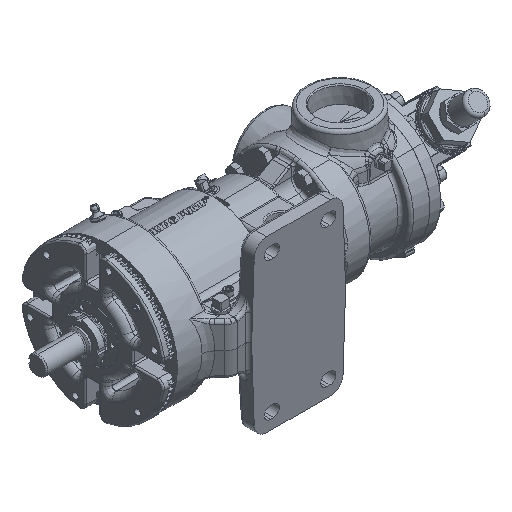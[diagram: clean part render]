
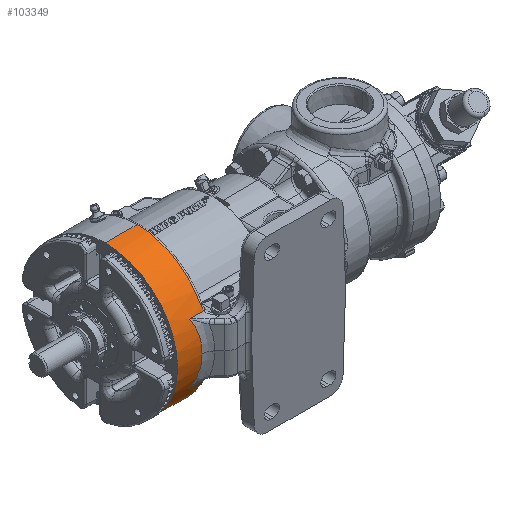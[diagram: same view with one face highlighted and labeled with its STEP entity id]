
A CAD part, isometric view. The second image highlights one B-rep face of the part: STEP entity #103349.
In plain terms, the highlighted cylindrical face has radius 73.025 mm (diameter 146.05 mm), a partial arc.
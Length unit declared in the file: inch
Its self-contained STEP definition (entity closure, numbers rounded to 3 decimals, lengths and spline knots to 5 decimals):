
#1866 = EDGE_CURVE ( 'NONE', #176953, #10908, #164982, .T. ) ;
#2792 = ORIENTED_EDGE ( 'NONE', *, *, #131639, .T. ) ;
#3231 = CARTESIAN_POINT ( 'NONE',  ( -6.50412, -2.875, 0.41226 ) ) ;
#3664 = CARTESIAN_POINT ( 'NONE',  ( -9.66419, -2.61696, 1.19043 ) ) ;
#3905 = VERTEX_POINT ( 'NONE', #147682 ) ;
#5356 = VECTOR ( 'NONE', #156394, 39.37008 ) ;
#5979 = ORIENTED_EDGE ( 'NONE', *, *, #69713, .F. ) ;
#6457 = CARTESIAN_POINT ( 'NONE',  ( -6.1987, -2.61696, 1.19043 ) ) ;
#7516 =( BOUNDED_CURVE ( )  B_SPLINE_CURVE ( 3, ( #156976, #3231, #64972, #49768 ),
 .UNSPECIFIED., .F., .F. ) 
 B_SPLINE_CURVE_WITH_KNOTS ( ( 4, 4 ),
 ( 3.09225, 3.51916 ),
 .UNSPECIFIED. ) 
 CURVE ( )  GEOMETRIC_REPRESENTATION_ITEM ( )  RATIONAL_B_SPLINE_CURVE ( ( 1., 0.985, 0.985, 1. ) ) 
 REPRESENTATION_ITEM ( '' )  );
#9988 = DIRECTION ( 'NONE',  ( -1., 0., 0. ) ) ;
#10732 = ORIENTED_EDGE ( 'NONE', *, *, #97682, .T. ) ;
#10908 = VERTEX_POINT ( 'NONE', #21030 ) ;
#16551 = ORIENTED_EDGE ( 'NONE', *, *, #1866, .T. ) ;
#17238 = EDGE_CURVE ( 'NONE', #3905, #150020, #116046, .T. ) ;
#21030 = CARTESIAN_POINT ( 'NONE',  ( -6.76192, -2.61696, -1.19043 ) ) ;
#22151 = VERTEX_POINT ( 'NONE', #97712 ) ;
#22288 = CARTESIAN_POINT ( 'NONE',  ( -6.58328, -2.78767, -0.81517 ) ) ;
#22535 = AXIS2_PLACEMENT_3D ( 'NONE', #180549, #22994, #144408 ) ;
#22994 = DIRECTION ( 'NONE',  ( -1., 0., 0. ) ) ;
#24705 = DIRECTION ( 'NONE',  ( 0., 0., 1. ) ) ;
#28566 = CARTESIAN_POINT ( 'NONE',  ( -6.1987, -2.61696, -1.19043 ) ) ;
#29326 = AXIS2_PLACEMENT_3D ( 'NONE', #100612, #165255, #24705 ) ;
#32007 = ORIENTED_EDGE ( 'NONE', *, *, #145476, .T. ) ;
#33314 = EDGE_CURVE ( 'NONE', #120068, #193992, #142217, .T. ) ;
#34381 = CARTESIAN_POINT ( 'NONE',  ( -6.21148, -2.60321, -1.22066 ) ) ;
#35215 = B_SPLINE_CURVE_WITH_KNOTS ( 'NONE', 3,
 ( #113294, #81945, #110279, #64780, #34381, #77948 ),
 .UNSPECIFIED., .F., .F.,
 ( 4, 2, 4 ),
 ( 0., 0.00266, 0.00532 ),
 .UNSPECIFIED. ) ;
#40869 = CYLINDRICAL_SURFACE ( 'NONE', #29326, 2.875 ) ;
#41790 = ORIENTED_EDGE ( 'NONE', *, *, #183979, .T. ) ;
#48256 = VERTEX_POINT ( 'NONE', #198491 ) ;
#49768 = CARTESIAN_POINT ( 'NONE',  ( -6.76192, -2.61696, 1.19043 ) ) ;
#51052 = VERTEX_POINT ( 'NONE', #167264 ) ;
#57223 = VECTOR ( 'NONE', #118489, 39.37008 ) ;
#58975 = EDGE_CURVE ( 'NONE', #193992, #170819, #91489, .T. ) ;
#59465 = CARTESIAN_POINT ( 'NONE',  ( -6.52802, -2.875, 0. ) ) ;
#60504 = CARTESIAN_POINT ( 'NONE',  ( -7.5, 0., 0. ) ) ;
#64780 = CARTESIAN_POINT ( 'NONE',  ( -6.22067, -2.58868, -1.25121 ) ) ;
#64972 = CARTESIAN_POINT ( 'NONE',  ( -6.58328, -2.78767, 0.81517 ) ) ;
#66706 = CARTESIAN_POINT ( 'NONE',  ( -6.23288, -2.55801, 1.31277 ) ) ;
#69283 = FACE_OUTER_BOUND ( 'NONE', #154972, .T. ) ;
#69713 = EDGE_CURVE ( 'NONE', #3905, #22151, #100874, .T. ) ;
#73019 = DIRECTION ( 'NONE',  ( -1., 0., 0. ) ) ;
#77948 = CARTESIAN_POINT ( 'NONE',  ( -6.1987, -2.61696, -1.19043 ) ) ;
#79357 = ORIENTED_EDGE ( 'NONE', *, *, #33314, .T. ) ;
#81945 = CARTESIAN_POINT ( 'NONE',  ( -6.23588, -2.54188, -1.34378 ) ) ;
#83957 = CIRCLE ( 'NONE', #22535, 2.875 ) ;
#88199 = CARTESIAN_POINT ( 'NONE',  ( -6.23588, 0., 0. ) ) ;
#90677 = AXIS2_PLACEMENT_3D ( 'NONE', #60504, #9988, #167709 ) ;
#91489 = B_SPLINE_CURVE_WITH_KNOTS ( 'NONE', 3,
 ( #112221, #186113, #143518, #66706, #128371, #190128 ),
 .UNSPECIFIED., .F., .F.,
 ( 4, 2, 4 ),
 ( 0., 0.00266, 0.00532 ),
 .UNSPECIFIED. ) ;
#97682 = EDGE_CURVE ( 'NONE', #10908, #144502, #124524, .T. ) ;
#97712 = CARTESIAN_POINT ( 'NONE',  ( -7.5, 0., -2.875 ) ) ;
#100364 = CIRCLE ( 'NONE', #90677, 2.875 ) ;
#100612 = CARTESIAN_POINT ( 'NONE',  ( -9.66419, 0., 0. ) ) ;
#100874 = LINE ( 'NONE', #170985, #158512 ) ;
#103349 = ADVANCED_FACE ( 'Defeatured_0_856', ( #69283 ), #40869, .T. ) ;
#110279 = CARTESIAN_POINT ( 'NONE',  ( -6.23288, -2.55801, -1.31277 ) ) ;
#112221 = CARTESIAN_POINT ( 'NONE',  ( -6.1987, -2.61696, 1.19043 ) ) ;
#113294 = CARTESIAN_POINT ( 'NONE',  ( -6.23588, -2.5249, -1.37496 ) ) ;
#116037 = DIRECTION ( 'NONE',  ( -1., 0., 0. ) ) ;
#116046 = CIRCLE ( 'NONE', #135360, 2.875 ) ;
#118489 = DIRECTION ( 'NONE',  ( -1., 0., 0. ) ) ;
#118892 = ORIENTED_EDGE ( 'NONE', *, *, #58975, .T. ) ;
#120068 = VERTEX_POINT ( 'NONE', #126248 ) ;
#124524 =( BOUNDED_CURVE ( )  B_SPLINE_CURVE ( 3, ( #158861, #22288, #176071, #191297 ),
 .UNSPECIFIED., .F., .F. ) 
 B_SPLINE_CURVE_WITH_KNOTS ( ( 4, 4 ),
 ( 2.76403, 3.19094 ),
 .UNSPECIFIED. ) 
 CURVE ( )  GEOMETRIC_REPRESENTATION_ITEM ( )  RATIONAL_B_SPLINE_CURVE ( ( 1., 0.985, 0.985, 1. ) ) 
 REPRESENTATION_ITEM ( '' )  );
#126248 = CARTESIAN_POINT ( 'NONE',  ( -6.76192, -2.61696, 1.19043 ) ) ;
#128371 = CARTESIAN_POINT ( 'NONE',  ( -6.23588, -2.54188, 1.34378 ) ) ;
#131639 = EDGE_CURVE ( 'NONE', #170819, #51052, #83957, .T. ) ;
#134675 = DIRECTION ( 'NONE',  ( 0., 0., -1. ) ) ;
#135360 = AXIS2_PLACEMENT_3D ( 'NONE', #88199, #73019, #134675 ) ;
#142217 = LINE ( 'NONE', #3664, #5356 ) ;
#143518 = CARTESIAN_POINT ( 'NONE',  ( -6.22067, -2.58868, 1.25121 ) ) ;
#143701 = EDGE_CURVE ( 'NONE', #51052, #48256, #195769, .T. ) ;
#144408 = DIRECTION ( 'NONE',  ( 0., 0., -1. ) ) ;
#144502 = VERTEX_POINT ( 'NONE', #59465 ) ;
#145476 = EDGE_CURVE ( 'NONE', #144502, #120068, #7516, .T. ) ;
#146123 = EDGE_CURVE ( 'NONE', #22151, #48256, #100364, .T. ) ;
#147165 = ORIENTED_EDGE ( 'NONE', *, *, #143701, .T. ) ;
#147178 = DIRECTION ( 'NONE',  ( -1., 0., 0. ) ) ;
#147682 = CARTESIAN_POINT ( 'NONE',  ( -6.23588, 0., -2.875 ) ) ;
#150020 = VERTEX_POINT ( 'NONE', #198909 ) ;
#154972 = EDGE_LOOP ( 'NONE', ( #5979, #156150, #41790, #16551, #10732, #32007, #79357, #118892, #2792, #147165, #183584 ) ) ;
#156150 = ORIENTED_EDGE ( 'NONE', *, *, #17238, .T. ) ;
#156394 = DIRECTION ( 'NONE',  ( 1., 0., 0. ) ) ;
#156976 = CARTESIAN_POINT ( 'NONE',  ( -6.52802, -2.875, 0. ) ) ;
#157808 = CARTESIAN_POINT ( 'NONE',  ( -6.23588, -2.5249, 1.37496 ) ) ;
#158512 = VECTOR ( 'NONE', #116037, 39.37008 ) ;
#158861 = CARTESIAN_POINT ( 'NONE',  ( -6.76192, -2.61696, -1.19043 ) ) ;
#163995 = CARTESIAN_POINT ( 'NONE',  ( -9.66419, -2.61696, -1.19043 ) ) ;
#164453 = VECTOR ( 'NONE', #147178, 39.37008 ) ;
#164982 = LINE ( 'NONE', #163995, #57223 ) ;
#165255 = DIRECTION ( 'NONE',  ( -1., 0., 0. ) ) ;
#167264 = CARTESIAN_POINT ( 'NONE',  ( -6.23588, 0., 2.875 ) ) ;
#167709 = DIRECTION ( 'NONE',  ( 0., 1., 0. ) ) ;
#170819 = VERTEX_POINT ( 'NONE', #157808 ) ;
#170985 = CARTESIAN_POINT ( 'NONE',  ( -9.66419, 0., -2.875 ) ) ;
#176071 = CARTESIAN_POINT ( 'NONE',  ( -6.50412, -2.875, -0.41226 ) ) ;
#176953 = VERTEX_POINT ( 'NONE', #28566 ) ;
#180549 = CARTESIAN_POINT ( 'NONE',  ( -6.23588, 0., 0. ) ) ;
#181550 = CARTESIAN_POINT ( 'NONE',  ( -9.66419, 0., 2.875 ) ) ;
#183584 = ORIENTED_EDGE ( 'NONE', *, *, #146123, .F. ) ;
#183979 = EDGE_CURVE ( 'NONE', #150020, #176953, #35215, .T. ) ;
#186113 = CARTESIAN_POINT ( 'NONE',  ( -6.21148, -2.60321, 1.22066 ) ) ;
#190128 = CARTESIAN_POINT ( 'NONE',  ( -6.23588, -2.5249, 1.37496 ) ) ;
#191297 = CARTESIAN_POINT ( 'NONE',  ( -6.52802, -2.875, 0. ) ) ;
#193992 = VERTEX_POINT ( 'NONE', #6457 ) ;
#195769 = LINE ( 'NONE', #181550, #164453 ) ;
#198491 = CARTESIAN_POINT ( 'NONE',  ( -7.5, 0., 2.875 ) ) ;
#198909 = CARTESIAN_POINT ( 'NONE',  ( -6.23588, -2.5249, -1.37496 ) ) ;
